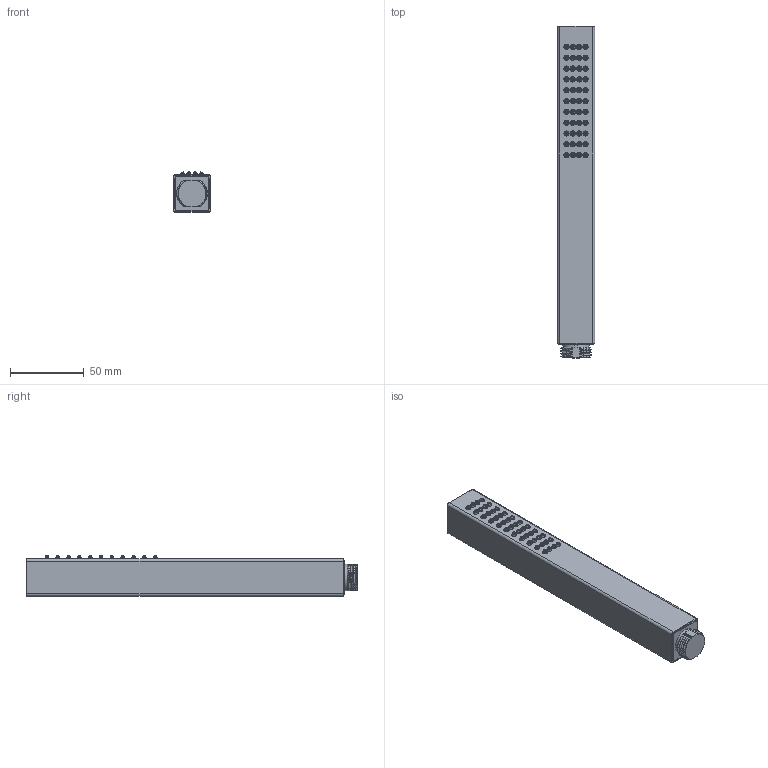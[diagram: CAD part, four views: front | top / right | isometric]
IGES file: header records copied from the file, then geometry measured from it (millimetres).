
Start section:  PTC IGES file: 12810.igs
Global section: file name: 12810.igs; native system: Creo Parametric by PTC Inc.; preprocessor: 2018400; author: jinson.thomas; organization: Unknown; date: 20201211.101350; units: inch
Bounding box: 25.4 x 225.81 x 27.42 mm (x, y, z)
Volume: 141748.7 mm3; surface area: 26994.2 mm2
Topology: 1 solids, 4 shells, 777 faces, 1760 edges, 1079 vertices
Faces by surface type: revolution 424, bspline 353
